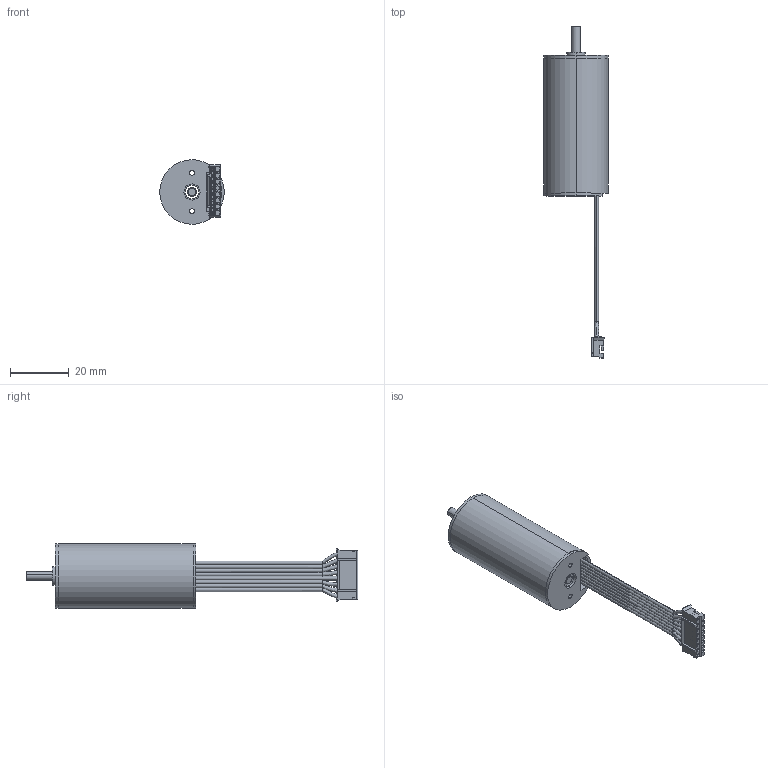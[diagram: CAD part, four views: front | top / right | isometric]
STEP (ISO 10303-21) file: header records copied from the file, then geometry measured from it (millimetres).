
FILE_DESCRIPTION (( 'STEP AP203' ), '1' );
FILE_NAME ('EC2248S.STEP', '2016-12-27T01:38:53', ( 'Sky123.Org' ), ( 'Sky123.Org' ), 'SwSTEP 2.0', 'SolidWorks 2013', '' );
FILE_SCHEMA (( 'CONFIG_CONTROL_DESIGN' ));
Length unit declared in the file: millimetre
Products named in the file (6): EC2248S; 01.07.0094 儂褲; 01.01.0174 ヶ傷裔; 01.02.0051 綴傷裔; 01.10.0351 粣; 01.14.0065 傷赽盄
Assembly tree (5 placements, depth 2):
  EC2248S
    01.07.0094 儂褲
    01.01.0174 ヶ傷裔
    01.02.0051 綴傷裔
    01.10.0351 粣
    01.14.0065 傷赽盄
Bounding box: 22 x 113.27 x 22 mm (x, y, z)
Volume: 5839.1 mm3; surface area: 12403.6 mm2
Topology: 4 solids, 30 shells, 491 faces, 1556 edges, 1051 vertices
Faces by surface type: plane 347, cylinder 118, bspline 14, cone 12
Entity records: 18217 total; most frequent: CARTESIAN_POINT 3936, DIRECTION 2717, ORIENTED_EDGE 2696, EDGE_CURVE 1556, LINE 1267, VECTOR 1267, VERTEX_POINT 1051, AXIS2_PLACEMENT_3D 725
